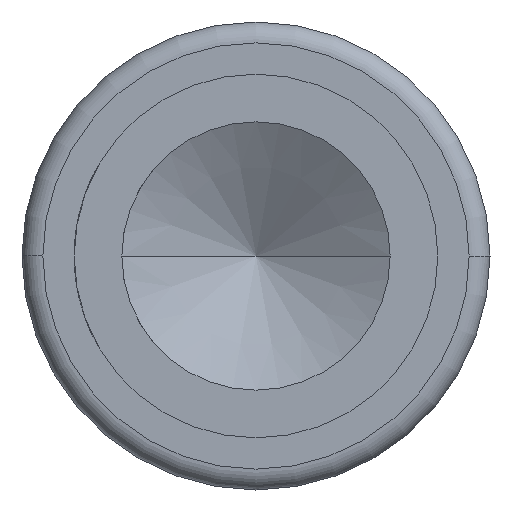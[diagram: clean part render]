
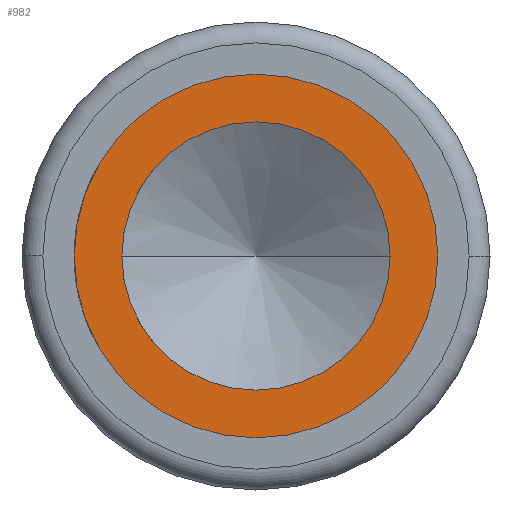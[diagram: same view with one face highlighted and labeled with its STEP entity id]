
A CAD part, front view. The second image highlights one B-rep face of the part: STEP entity #982.
In plain terms, the highlighted planar face has unit normal (0, -1, 0).
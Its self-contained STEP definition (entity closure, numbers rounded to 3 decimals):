
#303=CARTESIAN_POINT('',(0.,-5.945,0.));
#304=DIRECTION('',(0.,1.,0.));
#305=DIRECTION('',(-1.,0.,0.));
#306=AXIS2_PLACEMENT_3D('',#303,#304,#305);
#332=CARTESIAN_POINT('',(0.,-5.945,0.));
#333=DIRECTION('',(0.,-1.,0.));
#334=DIRECTION('',(-1.,0.,0.));
#335=AXIS2_PLACEMENT_3D('',#332,#333,#334);
#359=CARTESIAN_POINT('',(0.,-5.945,0.));
#360=DIRECTION('',(0.,-1.,0.));
#361=DIRECTION('',(-1.,0.,0.));
#362=AXIS2_PLACEMENT_3D('',#359,#360,#361);
#364=CARTESIAN_POINT('',(0.,-5.945,0.));
#365=DIRECTION('',(0.,1.,0.));
#366=DIRECTION('',(-1.,0.,0.));
#367=AXIS2_PLACEMENT_3D('',#364,#365,#366);
#421=CARTESIAN_POINT('',(-0.61,-5.945,0.));
#422=CARTESIAN_POINT('',(0.61,-5.945,0.));
#423=VERTEX_POINT('',#421);
#424=VERTEX_POINT('',#422);
#491=CARTESIAN_POINT('',(0.45,-5.945,0.));
#493=VERTEX_POINT('',#491);
#495=CARTESIAN_POINT('',(-0.45,-5.945,0.));
#496=VERTEX_POINT('',#495);
#969=CARTESIAN_POINT('',(0.,-5.945,0.));
#970=DIRECTION('',(0.,1.,0.));
#971=DIRECTION('',(1.,0.,0.));
#972=AXIS2_PLACEMENT_3D('',#969,#970,#971);
#973=PLANE('',#972);
#974=ORIENTED_EDGE('',*,*,#862,.F.);
#975=ORIENTED_EDGE('',*,*,#762,.T.);
#976=EDGE_LOOP('',(#974,#975));
#977=FACE_OUTER_BOUND('',#976,.F.);
#978=ORIENTED_EDGE('',*,*,#918,.F.);
#979=ORIENTED_EDGE('',*,*,#939,.T.);
#980=EDGE_LOOP('',(#978,#979));
#981=FACE_BOUND('',#980,.F.);
#982=ADVANCED_FACE('',(#977,#981),#973,.F.);
#307=CIRCLE('',#306,0.45);
#336=CIRCLE('',#335,0.45);
#363=CIRCLE('',#362,0.61);
#368=CIRCLE('',#367,0.61);
#762=EDGE_CURVE('',#423,#424,#368,.T.);
#862=EDGE_CURVE('',#423,#424,#363,.T.);
#918=EDGE_CURVE('',#496,#493,#307,.T.);
#939=EDGE_CURVE('',#496,#493,#336,.T.);
